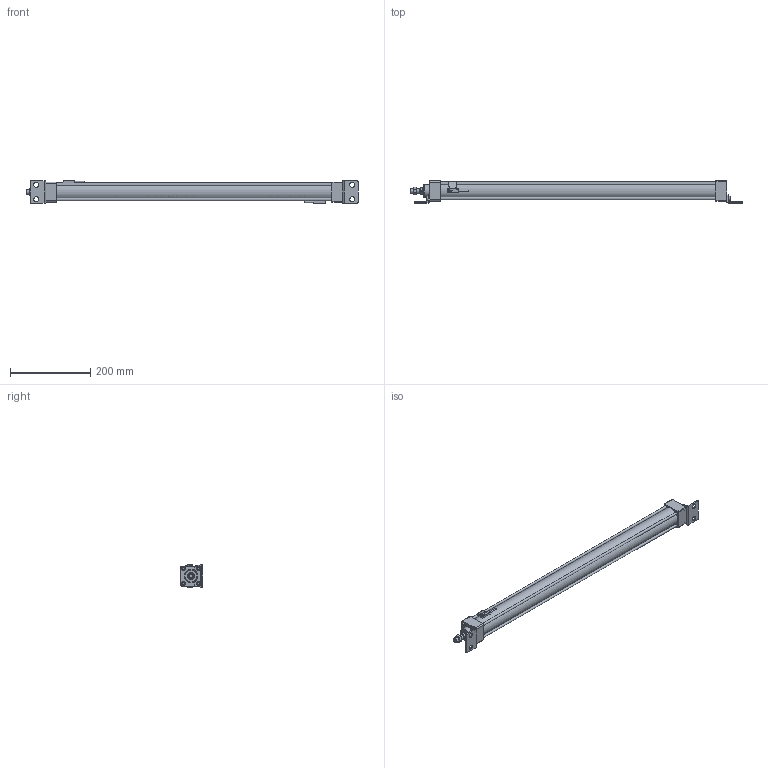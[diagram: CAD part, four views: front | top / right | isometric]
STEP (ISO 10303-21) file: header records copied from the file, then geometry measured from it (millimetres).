
FILE_DESCRIPTION( ( 'STEP AP214' ), '1' );
FILE_NAME( 'SC40x650SLB(000)+(CMSG-2).stp', '2022-01-12T07:07:36', ( 'License CC BY-ND 4.0' ), ( 'CADENAS' ), ' ', 'PARTsolutions', ' ' );
FILE_SCHEMA( ( 'AUTOMOTIVE_DESIGN { 1 0 10303 214 1 1 1 1 }' ) );
Length unit declared in the file: millimetre
Products named in the file (7): SC40x650SLB(000)+(CMSG-2); _SC40X650_c; _SC-40x650-S-LB(0)_r; _SC-40-M12x1.25 - Nut; _F-SC40LB(SC); _SC-40 Screw; _CS1-A(SC40)
Assembly tree (11 placements, depth 2):
  SC40x650SLB(000)+(CMSG-2)
    _SC40X650_c
    _SC-40x650-S-LB(0)_r
    _SC-40-M12x1.25 - Nut
    _F-SC40LB(SC)  x2
    _SC-40 Screw  x4
    _CS1-A(SC40)  x2
Bounding box: 830 x 55 x 57.44 mm (x, y, z)
Volume: 644944.1 mm3; surface area: 326265.8 mm2
Topology: 11 solids, 11 shells, 321 faces, 737 edges, 478 vertices
Faces by surface type: plane 178, cylinder 104, cone 34, torus 5
Full cylindrical faces by diameter (mm): 3 x2, 4.917 x8, 5 x2, 6 x8, 7 x4, 9.1 x2, 9.5 x8, 10 x4, 10.1 x2, 10.647 x1, 11.445 x2, 12 x5, 16 x2, 20.4 x2, 32 x1, 39.5 x1, 40 x1, 45 x1
Entity records: 7744 total; most frequent: CARTESIAN_POINT 1257, DIRECTION 1004, ORIENTED_EDGE 810, AXIS2_PLACEMENT_3D 410, EDGE_CURVE 405, EDGE_LOOP 340, VERTEX_POINT 301, FACE_OUTER_BOUND 262
